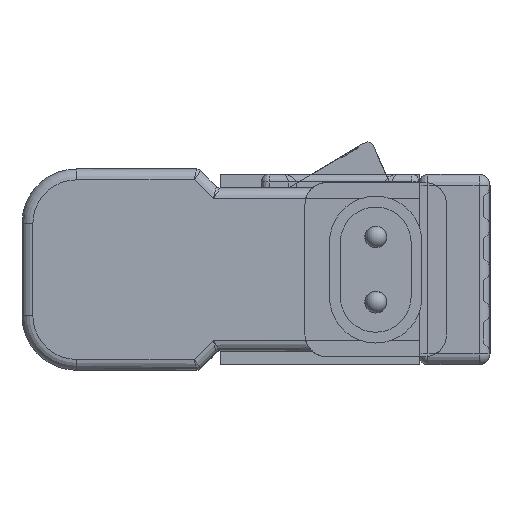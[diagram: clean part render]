
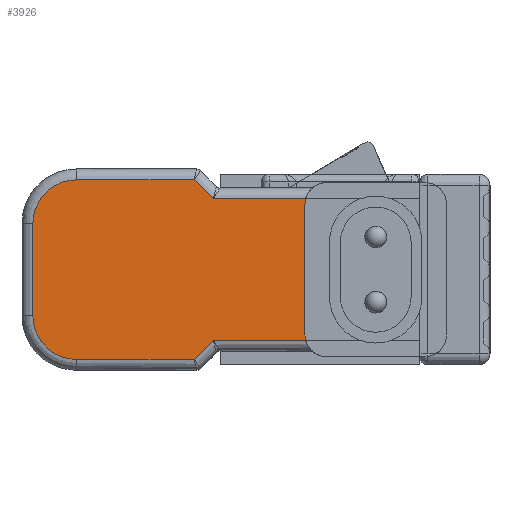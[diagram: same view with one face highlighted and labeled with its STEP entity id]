
A CAD part, left-side view. The second image highlights one B-rep face of the part: STEP entity #3926.
In plain terms, the highlighted planar face has unit normal (-1, 0, 0).
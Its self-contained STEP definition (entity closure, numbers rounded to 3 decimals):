
#23 = CARTESIAN_POINT ( 'NONE',  ( -395.5, 17., 8. ) ) ;
#136 = CARTESIAN_POINT ( 'NONE',  ( -395.5, 26.75, -8.25 ) ) ;
#207 = VECTOR ( 'NONE', #4115, 1000. ) ;
#282 = ORIENTED_EDGE ( 'NONE', *, *, #5068, .T. ) ;
#300 = ORIENTED_EDGE ( 'NONE', *, *, #7041, .T. ) ;
#438 = CARTESIAN_POINT ( 'NONE',  ( -395.5, 27.164, -8.25 ) ) ;
#643 = CARTESIAN_POINT ( 'NONE',  ( -395.5, 42., -4.25 ) ) ;
#657 = EDGE_LOOP ( 'NONE', ( #7850, #2136, #2374, #1684, #5205, #4224, #300, #8488, #7579, #2045, #1321, #282 ) ) ;
#924 = CARTESIAN_POINT ( 'NONE',  ( -395.5, 27.457, 8.543 ) ) ;
#1021 = DIRECTION ( 'NONE',  ( 0., 0., -1. ) ) ;
#1119 = PLANE ( 'NONE',  #3530 ) ;
#1183 = DIRECTION ( 'NONE',  ( 0., -1., 0. ) ) ;
#1289 = VERTEX_POINT ( 'NONE', #4513 ) ;
#1321 = ORIENTED_EDGE ( 'NONE', *, *, #7487, .T. ) ;
#1363 = VERTEX_POINT ( 'NONE', #438 ) ;
#1495 = VECTOR ( 'NONE', #1183, 1000. ) ;
#1604 = LINE ( 'NONE', #924, #3146 ) ;
#1652 = VERTEX_POINT ( 'NONE', #5691 ) ;
#1684 = ORIENTED_EDGE ( 'NONE', *, *, #2128, .T. ) ;
#1776 = DIRECTION ( 'NONE',  ( -1., 0., 0. ) ) ;
#1785 = DIRECTION ( 'NONE',  ( -1., 0., 0. ) ) ;
#1900 = VERTEX_POINT ( 'NONE', #4345 ) ;
#1906 = CARTESIAN_POINT ( 'NONE',  ( -395.5, 38., -4.25 ) ) ;
#2045 = ORIENTED_EDGE ( 'NONE', *, *, #8063, .T. ) ;
#2063 = VERTEX_POINT ( 'NONE', #6696 ) ;
#2128 = EDGE_CURVE ( 'NONE', #1900, #8857, #4179, .T. ) ;
#2136 = ORIENTED_EDGE ( 'NONE', *, *, #7339, .T. ) ;
#2300 = CIRCLE ( 'NONE', #5954, 4. ) ;
#2374 = ORIENTED_EDGE ( 'NONE', *, *, #9030, .F. ) ;
#2412 = DIRECTION ( 'NONE',  ( 0., 1., 0. ) ) ;
#2562 = DIRECTION ( 'NONE',  ( 0., 0., 1. ) ) ;
#2722 = CARTESIAN_POINT ( 'NONE',  ( -395.5, 0., 6.5 ) ) ;
#2785 = CARTESIAN_POINT ( 'NONE',  ( -395.5, 38., -8.25 ) ) ;
#2912 = LINE ( 'NONE', #8049, #4401 ) ;
#3094 = CARTESIAN_POINT ( 'NONE',  ( -395.5, 0., 0. ) ) ;
#3125 = LINE ( 'NONE', #3800, #6616 ) ;
#3146 = VECTOR ( 'NONE', #7973, 1000. ) ;
#3349 = CARTESIAN_POINT ( 'NONE',  ( -395.5, 15., -6. ) ) ;
#3371 = DIRECTION ( 'NONE',  ( 0., -0.707, 0.707 ) ) ;
#3481 = LINE ( 'NONE', #5453, #1495 ) ;
#3530 = AXIS2_PLACEMENT_3D ( 'NONE', #3094, #1785, #6791 ) ;
#3794 = LINE ( 'NONE', #23, #207 ) ;
#3797 = CARTESIAN_POINT ( 'NONE',  ( -395.5, 15., 6. ) ) ;
#3800 = CARTESIAN_POINT ( 'NONE',  ( -395.5, 38., 8.25 ) ) ;
#3844 = EDGE_CURVE ( 'NONE', #8857, #5782, #5951, .T. ) ;
#3926 = ADVANCED_FACE ( 'NONE', ( #8496 ), #1119, .T. ) ;
#3947 = VECTOR ( 'NONE', #5811, 1000. ) ;
#4107 = DIRECTION ( 'NONE',  ( 0., 0., 1. ) ) ;
#4115 = DIRECTION ( 'NONE',  ( 0., 0., -1. ) ) ;
#4179 = CIRCLE ( 'NONE', #6310, 2. ) ;
#4224 = ORIENTED_EDGE ( 'NONE', *, *, #5800, .T. ) ;
#4345 = CARTESIAN_POINT ( 'NONE',  ( -395.5, 17., 6. ) ) ;
#4401 = VECTOR ( 'NONE', #1021, 1000. ) ;
#4420 = LINE ( 'NONE', #136, #3947 ) ;
#4513 = CARTESIAN_POINT ( 'NONE',  ( -395.5, 17., -6. ) ) ;
#4564 = DIRECTION ( 'NONE',  ( 0., 0., 1. ) ) ;
#5068 = EDGE_CURVE ( 'NONE', #1363, #5301, #5918, .T. ) ;
#5131 = AXIS2_PLACEMENT_3D ( 'NONE', #3349, #8376, #4107 ) ;
#5144 = CARTESIAN_POINT ( 'NONE',  ( -395.5, 25.414, 6.5 ) ) ;
#5205 = ORIENTED_EDGE ( 'NONE', *, *, #3844, .T. ) ;
#5301 = VERTEX_POINT ( 'NONE', #7624 ) ;
#5328 = VERTEX_POINT ( 'NONE', #643 ) ;
#5453 = CARTESIAN_POINT ( 'NONE',  ( -395.5, 0., -6.5 ) ) ;
#5512 = CARTESIAN_POINT ( 'NONE',  ( -395.5, 16.936, 6.5 ) ) ;
#5691 = CARTESIAN_POINT ( 'NONE',  ( -395.5, 16.936, -6.5 ) ) ;
#5782 = VERTEX_POINT ( 'NONE', #5144 ) ;
#5800 = EDGE_CURVE ( 'NONE', #5782, #2063, #1604, .T. ) ;
#5811 = DIRECTION ( 'NONE',  ( 0., -1., 0. ) ) ;
#5918 = LINE ( 'NONE', #9043, #7507 ) ;
#5951 = LINE ( 'NONE', #2722, #7774 ) ;
#5954 = AXIS2_PLACEMENT_3D ( 'NONE', #1906, #6913, #2562 ) ;
#6087 = EDGE_CURVE ( 'NONE', #5301, #1652, #3481, .T. ) ;
#6107 = CARTESIAN_POINT ( 'NONE',  ( -395.5, 38., 4.25 ) ) ;
#6247 = AXIS2_PLACEMENT_3D ( 'NONE', #6107, #1776, #6783 ) ;
#6310 = AXIS2_PLACEMENT_3D ( 'NONE', #3797, #8783, #4564 ) ;
#6616 = VECTOR ( 'NONE', #2412, 1000. ) ;
#6696 = CARTESIAN_POINT ( 'NONE',  ( -395.5, 27.164, 8.25 ) ) ;
#6783 = DIRECTION ( 'NONE',  ( 0., 0., 1. ) ) ;
#6791 = DIRECTION ( 'NONE',  ( 0., 0., 1. ) ) ;
#6913 = DIRECTION ( 'NONE',  ( -1., 0., 0. ) ) ;
#7041 = EDGE_CURVE ( 'NONE', #2063, #8160, #3125, .T. ) ;
#7339 = EDGE_CURVE ( 'NONE', #1652, #1289, #8636, .T. ) ;
#7389 = CARTESIAN_POINT ( 'NONE',  ( -395.5, 42., 4.25 ) ) ;
#7485 = VERTEX_POINT ( 'NONE', #2785 ) ;
#7487 = EDGE_CURVE ( 'NONE', #7485, #1363, #4420, .T. ) ;
#7507 = VECTOR ( 'NONE', #3371, 1000. ) ;
#7579 = ORIENTED_EDGE ( 'NONE', *, *, #8619, .T. ) ;
#7624 = CARTESIAN_POINT ( 'NONE',  ( -395.5, 25.414, -6.5 ) ) ;
#7768 = DIRECTION ( 'NONE',  ( 0., 1., 0. ) ) ;
#7774 = VECTOR ( 'NONE', #7768, 1000. ) ;
#7850 = ORIENTED_EDGE ( 'NONE', *, *, #6087, .T. ) ;
#7973 = DIRECTION ( 'NONE',  ( 0., 0.707, 0.707 ) ) ;
#8049 = CARTESIAN_POINT ( 'NONE',  ( -395.5, 42., 0. ) ) ;
#8063 = EDGE_CURVE ( 'NONE', #5328, #7485, #2300, .T. ) ;
#8160 = VERTEX_POINT ( 'NONE', #9013 ) ;
#8196 = CIRCLE ( 'NONE', #6247, 4. ) ;
#8376 = DIRECTION ( 'NONE',  ( 1., 0., 0. ) ) ;
#8488 = ORIENTED_EDGE ( 'NONE', *, *, #8728, .T. ) ;
#8496 = FACE_OUTER_BOUND ( 'NONE', #657, .T. ) ;
#8619 = EDGE_CURVE ( 'NONE', #8633, #5328, #2912, .T. ) ;
#8633 = VERTEX_POINT ( 'NONE', #7389 ) ;
#8636 = CIRCLE ( 'NONE', #5131, 2. ) ;
#8728 = EDGE_CURVE ( 'NONE', #8160, #8633, #8196, .T. ) ;
#8783 = DIRECTION ( 'NONE',  ( 1., 0., 0. ) ) ;
#8857 = VERTEX_POINT ( 'NONE', #5512 ) ;
#9013 = CARTESIAN_POINT ( 'NONE',  ( -395.5, 38., 8.25 ) ) ;
#9030 = EDGE_CURVE ( 'NONE', #1900, #1289, #3794, .T. ) ;
#9043 = CARTESIAN_POINT ( 'NONE',  ( -395.5, 25.707, -6.793 ) ) ;
